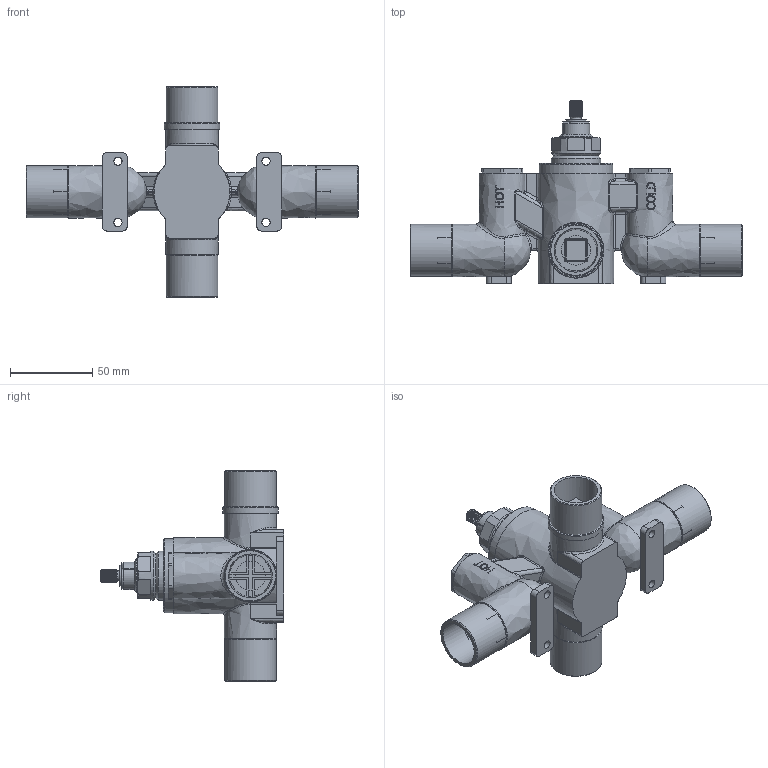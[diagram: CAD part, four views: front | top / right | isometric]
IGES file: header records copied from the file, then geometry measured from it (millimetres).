
Global section: file name: V133-AIS; native system: Autodesk Inventor 2018; preprocessor: unknown; author: adaniels; date: 20171201.094311; units: millimetre
Bounding box: 202.2 x 111.65 x 128.1 mm (x, y, z)
Volume: 349899 mm3; surface area: 146009.1 mm2
Topology: 28 solids, 32 shells, 1231 faces, 3235 edges, 2147 vertices
Faces by surface type: bspline 1231
